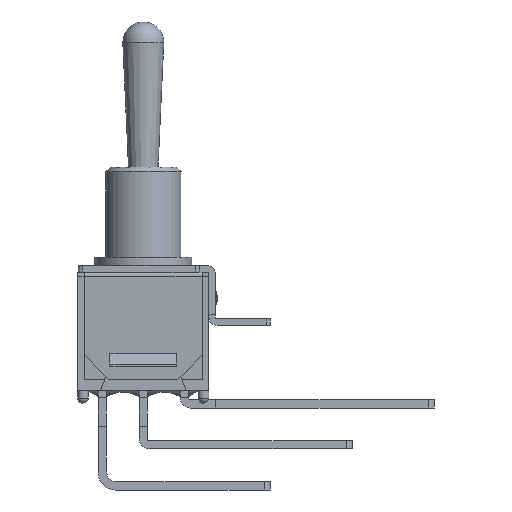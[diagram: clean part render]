
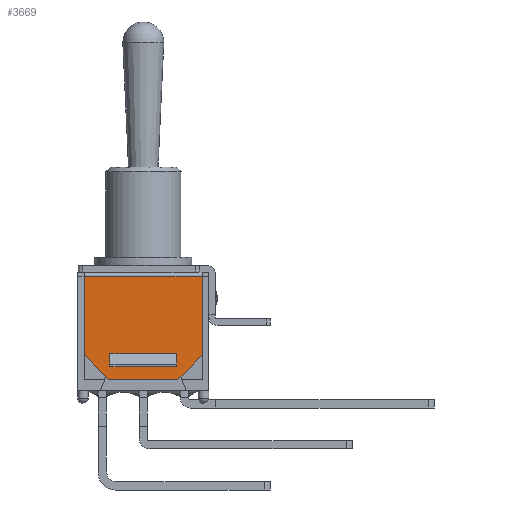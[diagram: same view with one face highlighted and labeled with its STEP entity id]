
A CAD part, front view. The second image highlights one B-rep face of the part: STEP entity #3669.
In plain terms, the highlighted planar face has unit normal (0, -1, 0).
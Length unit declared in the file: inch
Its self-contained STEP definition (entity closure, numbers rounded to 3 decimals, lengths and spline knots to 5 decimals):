
#44=FACE_BOUND('',#411,.T.);
#207=FACE_OUTER_BOUND('',#410,.T.);
#410=EDGE_LOOP('',(#2982,#2983,#2984,#2985,#2986,#2987));
#411=EDGE_LOOP('',(#2988,#2989,#2990,#2991,#2992,#2993));
#817=LINE('',#5871,#1243);
#852=LINE('',#5949,#1278);
#853=LINE('',#5952,#1279);
#854=LINE('',#5954,#1280);
#855=LINE('',#5956,#1281);
#856=LINE('',#5958,#1282);
#857=LINE('',#5959,#1283);
#858=LINE('',#5962,#1284);
#859=LINE('',#5964,#1285);
#860=LINE('',#5965,#1286);
#861=LINE('',#5967,#1287);
#862=LINE('',#5968,#1288);
#1243=VECTOR('',#4673,0.3937);
#1278=VECTOR('',#4738,0.3937);
#1279=VECTOR('',#4741,0.3937);
#1280=VECTOR('',#4742,0.3937);
#1281=VECTOR('',#4743,0.3937);
#1282=VECTOR('',#4744,0.3937);
#1283=VECTOR('',#4745,0.3937);
#1284=VECTOR('',#4746,0.3937);
#1285=VECTOR('',#4747,0.3937);
#1286=VECTOR('',#4748,0.3937);
#1287=VECTOR('',#4749,0.3937);
#1288=VECTOR('',#4750,0.3937);
#1650=VERTEX_POINT('',#5867);
#1652=VERTEX_POINT('',#5870);
#1679=VERTEX_POINT('',#5945);
#1680=VERTEX_POINT('',#5947);
#1681=VERTEX_POINT('',#5951);
#1682=VERTEX_POINT('',#5953);
#1683=VERTEX_POINT('',#5955);
#1684=VERTEX_POINT('',#5957);
#1685=VERTEX_POINT('',#5960);
#1686=VERTEX_POINT('',#5961);
#1687=VERTEX_POINT('',#5963);
#1688=VERTEX_POINT('',#5966);
#2102=EDGE_CURVE('',#1652,#1650,#817,.T.);
#2141=EDGE_CURVE('',#1680,#1679,#852,.T.);
#2142=EDGE_CURVE('',#1680,#1681,#853,.T.);
#2143=EDGE_CURVE('',#1681,#1682,#854,.T.);
#2144=EDGE_CURVE('',#1683,#1682,#855,.T.);
#2145=EDGE_CURVE('',#1683,#1684,#856,.T.);
#2146=EDGE_CURVE('',#1684,#1679,#857,.T.);
#2147=EDGE_CURVE('',#1685,#1686,#858,.T.);
#2148=EDGE_CURVE('',#1685,#1687,#859,.T.);
#2149=EDGE_CURVE('',#1687,#1652,#860,.T.);
#2150=EDGE_CURVE('',#1688,#1650,#861,.T.);
#2151=EDGE_CURVE('',#1686,#1688,#862,.T.);
#2982=ORIENTED_EDGE('',*,*,#2141,.F.);
#2983=ORIENTED_EDGE('',*,*,#2142,.T.);
#2984=ORIENTED_EDGE('',*,*,#2143,.T.);
#2985=ORIENTED_EDGE('',*,*,#2144,.F.);
#2986=ORIENTED_EDGE('',*,*,#2145,.T.);
#2987=ORIENTED_EDGE('',*,*,#2146,.T.);
#2988=ORIENTED_EDGE('',*,*,#2147,.F.);
#2989=ORIENTED_EDGE('',*,*,#2148,.T.);
#2990=ORIENTED_EDGE('',*,*,#2149,.T.);
#2991=ORIENTED_EDGE('',*,*,#2102,.T.);
#2992=ORIENTED_EDGE('',*,*,#2150,.F.);
#2993=ORIENTED_EDGE('',*,*,#2151,.F.);
#3480=PLANE('',#3969);
#3669=ADVANCED_FACE('',(#207,#44),#3480,.T.);
#3969=AXIS2_PLACEMENT_3D('',#5950,#4739,#4740);
#4673=DIRECTION('',(0.,0.,-1.));
#4738=DIRECTION('',(1.,0.,0.));
#4739=DIRECTION('center_axis',(0.,-1.,0.));
#4740=DIRECTION('ref_axis',(0.,0.,
-1.));
#4741=DIRECTION('',(0.,0.,-1.));
#4742=DIRECTION('',(0.707,0.,-0.707));
#4743=DIRECTION('',(-1.,0.,0.));
#4744=DIRECTION('',(0.707,0.,0.707));
#4745=DIRECTION('',(0.,0.,1.));
#4746=DIRECTION('',(0.,0.,-1.));
#4747=DIRECTION('',(0.,0.,1.));
#4748=DIRECTION('',(1.,0.,0.));
#4749=DIRECTION('',(0.,0.,1.));
#4750=DIRECTION('',(1.,0.,0.));
#5867=CARTESIAN_POINT('',(0.0813,-0.1,0.06443));
#5870=CARTESIAN_POINT('',(0.0813,-0.1,0.08976));
#5871=CARTESIAN_POINT('',(0.0813,-0.1,0.04291));
#5945=CARTESIAN_POINT('',(0.1437,-0.1,0.27874));
#5947=CARTESIAN_POINT('',(-0.1437,-0.1,0.27874));
#5949=CARTESIAN_POINT('',(0.08002,-0.1,0.27874));
#5950=CARTESIAN_POINT('Origin',(0.16004,-0.1,0.02756));
#5951=CARTESIAN_POINT('',(-0.1437,-0.1,0.08661));
#5952=CARTESIAN_POINT('',(-0.1437,-0.1,0.05709));
#5953=CARTESIAN_POINT('',(-0.08465,-0.1,0.02756));
#5954=CARTESIAN_POINT('',(-0.02347,-0.1,-0.03361));
#5955=CARTESIAN_POINT('',(0.08465,-0.1,0.02756));
#5956=CARTESIAN_POINT('',(0.16004,-0.1,0.02756));
#5957=CARTESIAN_POINT('',(0.1437,-0.1,0.08661));
#5958=CARTESIAN_POINT('',(0.13302,-0.1,0.07594));
#5959=CARTESIAN_POINT('',(0.1437,-0.1,0.15315));
#5960=CARTESIAN_POINT('',(-0.0813,-0.1,0.06443));
#5961=CARTESIAN_POINT('',(-0.0813,-0.1,0.05827));
#5962=CARTESIAN_POINT('',(-0.0813,-0.1,0.04488));
#5963=CARTESIAN_POINT('',(-0.0813,-0.1,0.08976));
#5964=CARTESIAN_POINT('',(-0.0813,-0.1,0.05866));
#5965=CARTESIAN_POINT('',(0.12067,-0.1,0.08976));
#5966=CARTESIAN_POINT('',(0.0813,-0.1,0.05827));
#5967=CARTESIAN_POINT('',(0.0813,-0.1,0.02913));
#5968=CARTESIAN_POINT('',(0.03937,-0.1,0.05827));
